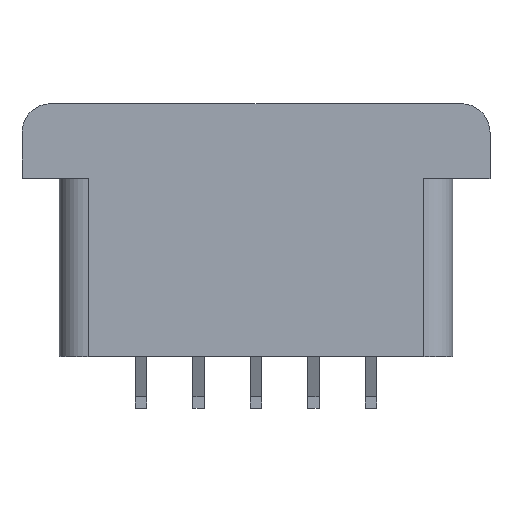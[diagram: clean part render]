
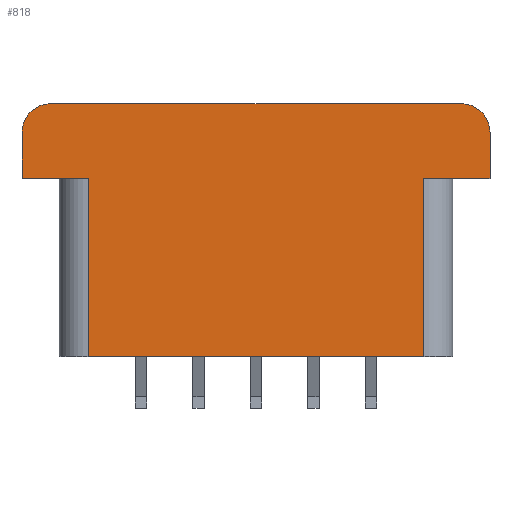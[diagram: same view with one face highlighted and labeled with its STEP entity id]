
A CAD part, top view. The second image highlights one B-rep face of the part: STEP entity #818.
In plain terms, the highlighted planar face has unit normal (0, 0, 1).
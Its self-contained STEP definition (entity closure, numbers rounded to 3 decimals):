
#23=CIRCLE('',#882,0.5);
#24=CIRCLE('',#883,0.5);
#62=FACE_OUTER_BOUND('',#103,.T.);
#103=EDGE_LOOP('',(#696,#697,#698,#699,#700,#701,#702,#703,#704,#705));
#200=LINE('',#1294,#305);
#203=LINE('',#1305,#308);
#204=LINE('',#1308,#309);
#205=LINE('',#1310,#310);
#206=LINE('',#1314,#311);
#207=LINE('',#1318,#312);
#208=LINE('',#1320,#313);
#209=LINE('',#1321,#314);
#305=VECTOR('',#1050,10.);
#308=VECTOR('',#1061,10.);
#309=VECTOR('',#1064,10.);
#310=VECTOR('',#1065,10.);
#311=VECTOR('',#1068,10.);
#312=VECTOR('',#1071,10.);
#313=VECTOR('',#1072,10.);
#314=VECTOR('',#1073,10.);
#388=VERTEX_POINT('',#1291);
#389=VERTEX_POINT('',#1293);
#393=VERTEX_POINT('',#1303);
#394=VERTEX_POINT('',#1307);
#395=VERTEX_POINT('',#1309);
#396=VERTEX_POINT('',#1311);
#397=VERTEX_POINT('',#1313);
#398=VERTEX_POINT('',#1315);
#399=VERTEX_POINT('',#1317);
#400=VERTEX_POINT('',#1319);
#493=EDGE_CURVE('',#389,#388,#200,.T.);
#499=EDGE_CURVE('',#393,#388,#203,.T.);
#500=EDGE_CURVE('',#393,#394,#204,.T.);
#501=EDGE_CURVE('',#394,#395,#205,.T.);
#502=EDGE_CURVE('',#396,#395,#23,.T.);
#503=EDGE_CURVE('',#396,#397,#206,.T.);
#504=EDGE_CURVE('',#398,#397,#24,.T.);
#505=EDGE_CURVE('',#398,#399,#207,.T.);
#506=EDGE_CURVE('',#399,#400,#208,.T.);
#507=EDGE_CURVE('',#389,#400,#209,.T.);
#696=ORIENTED_EDGE('',*,*,#499,.F.);
#697=ORIENTED_EDGE('',*,*,#500,.T.);
#698=ORIENTED_EDGE('',*,*,#501,.T.);
#699=ORIENTED_EDGE('',*,*,#502,.F.);
#700=ORIENTED_EDGE('',*,*,#503,.T.);
#701=ORIENTED_EDGE('',*,*,#504,.F.);
#702=ORIENTED_EDGE('',*,*,#505,.T.);
#703=ORIENTED_EDGE('',*,*,#506,.T.);
#704=ORIENTED_EDGE('',*,*,#507,.F.);
#705=ORIENTED_EDGE('',*,*,#493,.T.);
#781=PLANE('',#881);
#818=ADVANCED_FACE('',(#62),#781,.T.);
#881=AXIS2_PLACEMENT_3D('',#1306,#1062,#1063);
#882=AXIS2_PLACEMENT_3D('',#1312,#1066,#1067);
#883=AXIS2_PLACEMENT_3D('',#1316,#1069,#1070);
#1050=DIRECTION('',(1.,0.,0.));
#1061=DIRECTION('',(0.,-1.,0.));
#1062=DIRECTION('center_axis',(0.,0.,1.));
#1063=DIRECTION('ref_axis',(1.,0.,0.));
#1064=DIRECTION('',(1.,0.,0.));
#1065=DIRECTION('',(0.,1.,0.));
#1066=DIRECTION('center_axis',(0.,0.,-1.));
#1067=DIRECTION('ref_axis',(0.707,0.707,0.));
#1068=DIRECTION('',(-1.,0.,0.));
#1069=DIRECTION('center_axis',(0.,0.,-1.));
#1070=DIRECTION('ref_axis',(-0.707,0.707,0.));
#1071=DIRECTION('',(0.,-1.,0.));
#1072=DIRECTION('',(1.,0.,0.));
#1073=DIRECTION('',(0.,1.,0.));
#1291=CARTESIAN_POINT('',(6.35,0.,2.));
#1293=CARTESIAN_POINT('',(0.5,0.,2.));
#1294=CARTESIAN_POINT('',(0.,0.,2.));
#1303=CARTESIAN_POINT('',(6.35,3.1,2.));
#1305=CARTESIAN_POINT('',(6.35,1.1,2.));
#1306=CARTESIAN_POINT('Origin',(3.425,2.2,2.));
#1307=CARTESIAN_POINT('',(7.5,3.1,2.));
#1308=CARTESIAN_POINT('',(-0.65,3.1,2.));
#1309=CARTESIAN_POINT('',(7.5,3.9,2.));
#1310=CARTESIAN_POINT('',(7.5,3.1,2.));
#1311=CARTESIAN_POINT('',(7.,4.4,2.));
#1312=CARTESIAN_POINT('Origin',(7.,3.9,2.));
#1313=CARTESIAN_POINT('',(-0.15,4.4,2.));
#1314=CARTESIAN_POINT('',(7.5,4.4,2.));
#1315=CARTESIAN_POINT('',(-0.65,3.9,2.));
#1316=CARTESIAN_POINT('Origin',(-0.15,3.9,2.));
#1317=CARTESIAN_POINT('',(-0.65,3.1,2.));
#1318=CARTESIAN_POINT('',(-0.65,4.4,2.));
#1319=CARTESIAN_POINT('',(0.5,3.1,2.));
#1320=CARTESIAN_POINT('',(-0.65,3.1,2.));
#1321=CARTESIAN_POINT('',(0.5,2.65,2.));
